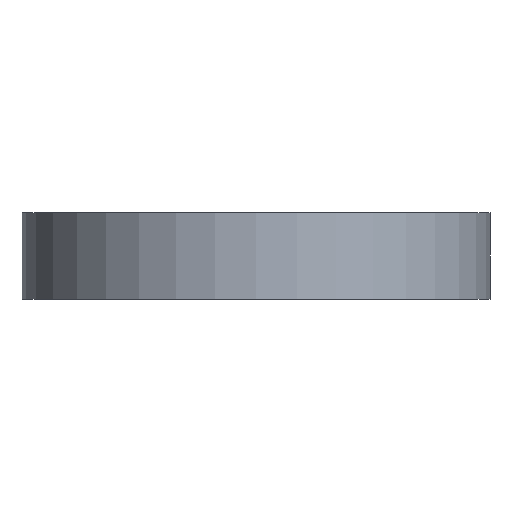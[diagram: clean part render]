
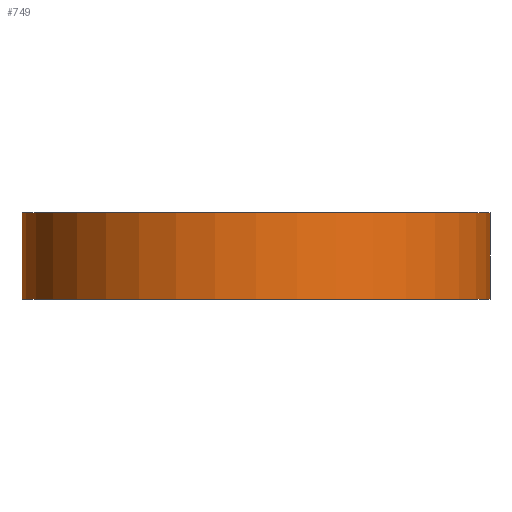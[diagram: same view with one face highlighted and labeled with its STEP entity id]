
A CAD part, front view. The second image highlights one B-rep face of the part: STEP entity #749.
In plain terms, the highlighted cylindrical face has radius 135 mm (diameter 270 mm), a partial arc.
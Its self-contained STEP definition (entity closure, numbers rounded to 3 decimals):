
#39 = CYLINDRICAL_SURFACE ( 'NONE', #509, 135. ) ;
#68 = EDGE_LOOP ( 'NONE', ( #276, #235, #217, #801 ) ) ;
#77 = AXIS2_PLACEMENT_3D ( 'NONE', #153, #870, #137 ) ;
#137 = DIRECTION ( 'NONE',  ( -1., 0., 0. ) ) ;
#145 = AXIS2_PLACEMENT_3D ( 'NONE', #678, #1208, #558 ) ;
#153 = CARTESIAN_POINT ( 'NONE',  ( 0., 0., 25. ) ) ;
#162 = VECTOR ( 'NONE', #1180, 1000. ) ;
#217 = ORIENTED_EDGE ( 'NONE', *, *, #686, .T. ) ;
#235 = ORIENTED_EDGE ( 'NONE', *, *, #1151, .T. ) ;
#239 = CARTESIAN_POINT ( 'NONE',  ( 135., 0., 25. ) ) ;
#276 = ORIENTED_EDGE ( 'NONE', *, *, #724, .F. ) ;
#320 = CARTESIAN_POINT ( 'NONE',  ( -135., 0., 0. ) ) ;
#358 = VECTOR ( 'NONE', #539, 1000. ) ;
#362 = CARTESIAN_POINT ( 'NONE',  ( -135., 0., -25. ) ) ;
#457 = VERTEX_POINT ( 'NONE', #584 ) ;
#509 = AXIS2_PLACEMENT_3D ( 'NONE', #1171, #563, #769 ) ;
#539 = DIRECTION ( 'NONE',  ( 0., 0., -1. ) ) ;
#558 = DIRECTION ( 'NONE',  ( -1., 0., 0. ) ) ;
#563 = DIRECTION ( 'NONE',  ( 0., 0., -1. ) ) ;
#584 = CARTESIAN_POINT ( 'NONE',  ( 135., 0., -25. ) ) ;
#586 = VERTEX_POINT ( 'NONE', #1232 ) ;
#678 = CARTESIAN_POINT ( 'NONE',  ( 0., 0., -25. ) ) ;
#686 = EDGE_CURVE ( 'NONE', #586, #1068, #759, .T. ) ;
#724 = EDGE_CURVE ( 'NONE', #1127, #457, #1288, .T. ) ;
#749 = ADVANCED_FACE ( 'NONE', ( #754 ), #39, .T. ) ;
#754 = FACE_OUTER_BOUND ( 'NONE', #68, .T. ) ;
#759 = LINE ( 'NONE', #320, #162 ) ;
#769 = DIRECTION ( 'NONE',  ( -1., 0., 0. ) ) ;
#801 = ORIENTED_EDGE ( 'NONE', *, *, #1139, .F. ) ;
#829 = CIRCLE ( 'NONE', #77, 135. ) ;
#870 = DIRECTION ( 'NONE',  ( 0., 0., -1. ) ) ;
#1068 = VERTEX_POINT ( 'NONE', #362 ) ;
#1127 = VERTEX_POINT ( 'NONE', #239 ) ;
#1139 = EDGE_CURVE ( 'NONE', #457, #1068, #1201, .T. ) ;
#1151 = EDGE_CURVE ( 'NONE', #1127, #586, #829, .T. ) ;
#1171 = CARTESIAN_POINT ( 'NONE',  ( 0., 0., 0. ) ) ;
#1180 = DIRECTION ( 'NONE',  ( 0., 0., -1. ) ) ;
#1191 = CARTESIAN_POINT ( 'NONE',  ( 135., 0., 0. ) ) ;
#1201 = CIRCLE ( 'NONE', #145, 135. ) ;
#1208 = DIRECTION ( 'NONE',  ( 0., 0., -1. ) ) ;
#1232 = CARTESIAN_POINT ( 'NONE',  ( -135., 0., 25. ) ) ;
#1288 = LINE ( 'NONE', #1191, #358 ) ;
